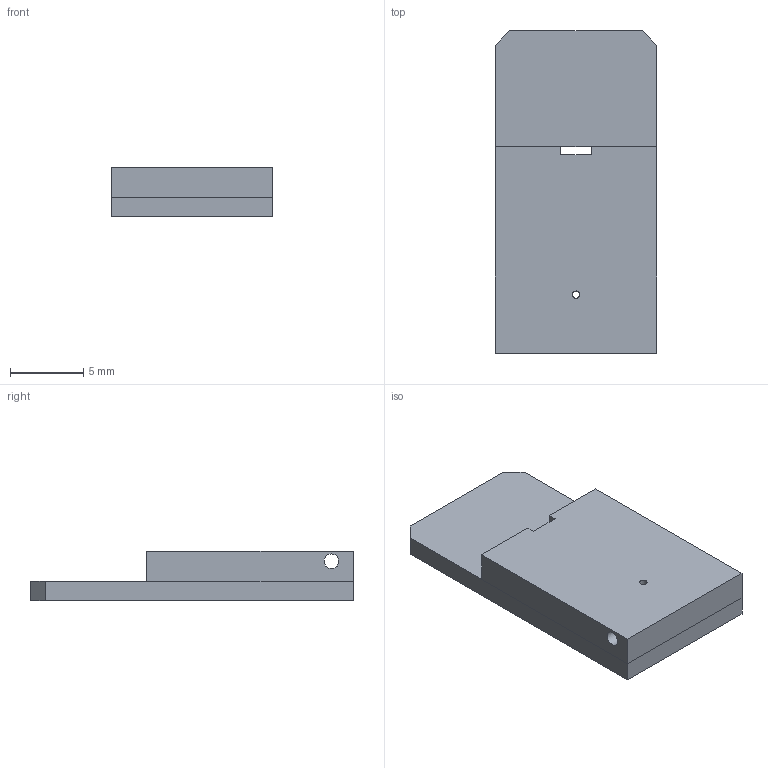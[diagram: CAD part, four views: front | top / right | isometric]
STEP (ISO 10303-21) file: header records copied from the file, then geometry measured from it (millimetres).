
FILE_DESCRIPTION(('Body'),'2;1');
FILE_NAME('Body','2024-11-01T22:59:58',('An Author'),('A Company'), 'Open CASCADE STEP processor 7.8','Dune 3D','Unknown');
FILE_SCHEMA(('AUTOMOTIVE_DESIGN { 1 0 10303 214 1 1 1 1 }'));
Length unit declared in the file: millimetre
Products named in the file (2): PCA; PCB
Assembly tree (1 placements, depth 2):
  PCA
    PCB
Bounding box: 11 x 22 x 3.4 mm (x, y, z)
Volume: 630.1 mm3; surface area: 717.5 mm2
Topology: 1 solids, 1 shells, 20 faces, 51 edges, 32 vertices
Faces by surface type: plane 18, cylinder 2
Full cylindrical faces by diameter (mm): 0.5 x1, 1 x1
Entity records: 1289 total; most frequent: CARTESIAN_POINT 221, DIRECTION 192, LINE 137, VECTOR 137, ORIENTED_EDGE 102, PCURVE 102, DEFINITIONAL_REPRESENTATION 102, EDGE_CURVE 51
